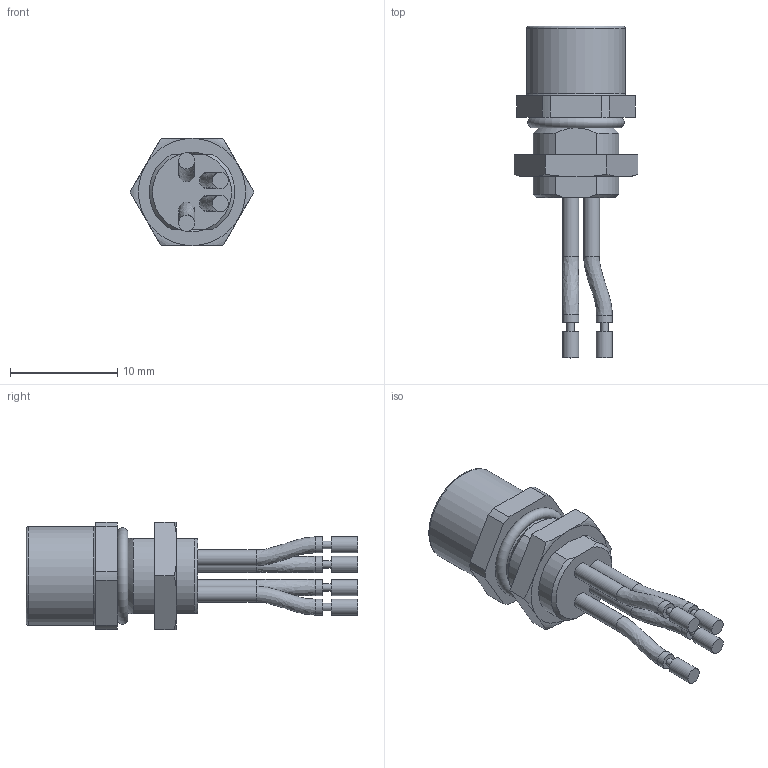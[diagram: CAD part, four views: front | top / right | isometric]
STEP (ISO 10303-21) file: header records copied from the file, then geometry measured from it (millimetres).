
FILE_DESCRIPTION(/* description */ (''),/* implementation_level */ '2;1');
FILE_NAME(/* name */ 'AL-FVM8KUA4-m_M8_stp.stp',/* time_stamp */ '2016-11-23T14:09:37+01:00',/* author */ (''),/* organization */ (''),/* preprocessor_version */ 'ST-DEVELOPER v16',/* originating_system */ 'SIEMENS PLM Software NX 10.0',/* authorisation */ '');
FILE_SCHEMA (('AUTOMOTIVE_DESIGN { 1 0 10303 214 3 1 1 1 }'));
Length unit declared in the file: millimetre
Products named in the file (1): osen076813A039lm
Bounding box: 11.55 x 30.95 x 10 mm (x, y, z)
Volume: 1053.6 mm3; surface area: 1366.3 mm2
Topology: 3 solids, 3 shells, 95 faces, 218 edges, 143 vertices
Faces by surface type: plane 38, cylinder 36, torus 12, cone 5, bspline 4
Full cylindrical faces by diameter (mm): 0.7 x4, 1.1 x4, 1.5 x12, 5.7 x1, 7 x1, 7.2 x1, 9.2 x1
Entity records: 2645 total; most frequent: CARTESIAN_POINT 672, DIRECTION 414, ORIENTED_EDGE 328, AXIS2_PLACEMENT_3D 178, EDGE_CURVE 164, EDGE_LOOP 148, VERTEX_POINT 126, FACE_BOUND 106
